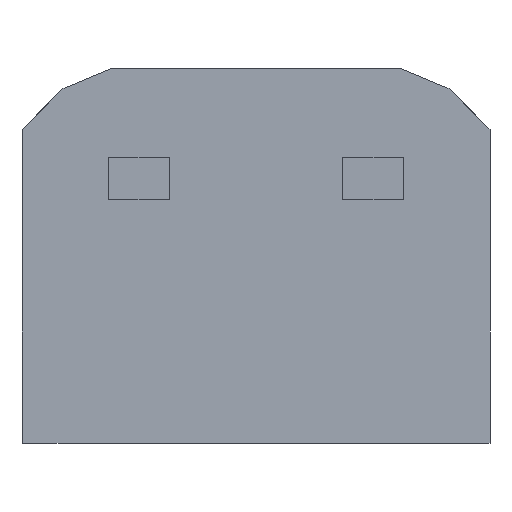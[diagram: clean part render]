
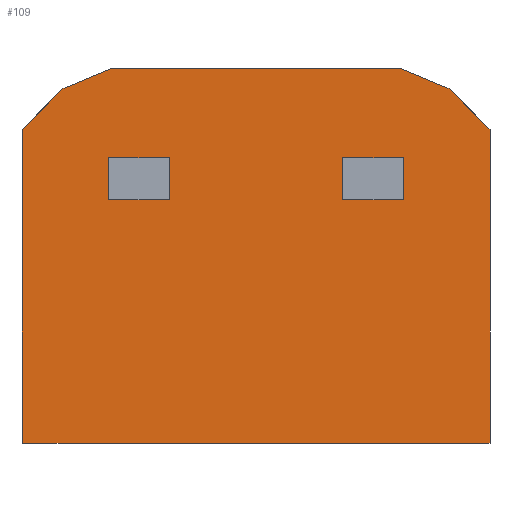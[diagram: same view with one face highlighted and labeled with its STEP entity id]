
A CAD part, front view. The second image highlights one B-rep face of the part: STEP entity #109.
In plain terms, the highlighted planar face has unit normal (0, -1, 0).
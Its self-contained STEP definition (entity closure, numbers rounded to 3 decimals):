
#2 = AXIS2_PLACEMENT_3D ( 'NONE', #226, #107, #407 ) ;
#12 = CARTESIAN_POINT ( 'NONE',  ( 1.575, 0., 3.05 ) ) ;
#19 = CARTESIAN_POINT ( 'NONE',  ( 4.35, 0., 4. ) ) ;
#27 = CARTESIAN_POINT ( 'NONE',  ( 5., 0., 4. ) ) ;
#28 = EDGE_CURVE ( 'NONE', #114, #563, #463, .T. ) ;
#35 = VECTOR ( 'NONE', #502, 1000. ) ;
#38 = ORIENTED_EDGE ( 'NONE', *, *, #287, .F. ) ;
#45 = DIRECTION ( 'NONE',  ( 0., 0., -1. ) ) ;
#49 = DIRECTION ( 'NONE',  ( 1., 0., 0. ) ) ;
#51 = EDGE_CURVE ( 'NONE', #656, #609, #654, .T. ) ;
#63 = ORIENTED_EDGE ( 'NONE', *, *, #278, .F. ) ;
#70 = VECTOR ( 'NONE', #49, 1000. ) ;
#77 = DIRECTION ( 'NONE',  ( 1., 0., 0. ) ) ;
#84 = LINE ( 'NONE', #576, #604 ) ;
#94 = CARTESIAN_POINT ( 'NONE',  ( 4.075, 0., 2.6 ) ) ;
#98 = VECTOR ( 'NONE', #736, 1000. ) ;
#107 = DIRECTION ( 'NONE',  ( 0., 1., 0. ) ) ;
#108 = DIRECTION ( 'NONE',  ( 1., 0., 0. ) ) ;
#109 = ADVANCED_FACE ( 'NONE', ( #773, #526, #118 ), #230, .F. ) ;
#114 = VERTEX_POINT ( 'NONE', #468 ) ;
#118 = FACE_BOUND ( 'NONE', #695, .T. ) ;
#126 = EDGE_CURVE ( 'NONE', #709, #597, #560, .T. ) ;
#149 = VECTOR ( 'NONE', #77, 1000. ) ;
#154 = LINE ( 'NONE', #683, #658 ) ;
#155 = VERTEX_POINT ( 'NONE', #379 ) ;
#162 = VECTOR ( 'NONE', #780, 1000. ) ;
#163 = CARTESIAN_POINT ( 'NONE',  ( 0.925, 0., 3.05 ) ) ;
#174 = LINE ( 'NONE', #705, #449 ) ;
#183 = VERTEX_POINT ( 'NONE', #549 ) ;
#188 = VERTEX_POINT ( 'NONE', #12 ) ;
#190 = EDGE_CURVE ( 'NONE', #638, #557, #311, .T. ) ;
#211 = LINE ( 'NONE', #19, #764 ) ;
#213 = CARTESIAN_POINT ( 'NONE',  ( 3.425, 0., 3.05 ) ) ;
#226 = CARTESIAN_POINT ( 'NONE',  ( 0., 0., 4. ) ) ;
#227 = CARTESIAN_POINT ( 'NONE',  ( 4.05, 0., 4. ) ) ;
#230 = PLANE ( 'NONE',  #2 ) ;
#240 = ORIENTED_EDGE ( 'NONE', *, *, #530, .T. ) ;
#245 = VECTOR ( 'NONE', #587, 1000. ) ;
#258 = CARTESIAN_POINT ( 'NONE',  ( 0.95, 0., 4. ) ) ;
#262 = ORIENTED_EDGE ( 'NONE', *, *, #783, .T. ) ;
#263 = VERTEX_POINT ( 'NONE', #669 ) ;
#272 = LINE ( 'NONE', #565, #315 ) ;
#278 = EDGE_CURVE ( 'NONE', #597, #341, #154, .T. ) ;
#287 = EDGE_CURVE ( 'NONE', #183, #681, #382, .T. ) ;
#294 = LINE ( 'NONE', #719, #162 ) ;
#302 = DIRECTION ( 'NONE',  ( -0.924, 0., -0.383 ) ) ;
#306 = VERTEX_POINT ( 'NONE', #746 ) ;
#308 = EDGE_CURVE ( 'NONE', #616, #709, #272, .T. ) ;
#311 = LINE ( 'NONE', #258, #452 ) ;
#315 = VECTOR ( 'NONE', #701, 1000. ) ;
#319 = CARTESIAN_POINT ( 'NONE',  ( 0.925, 0., 2.6 ) ) ;
#324 = ORIENTED_EDGE ( 'NONE', *, *, #190, .T. ) ;
#326 = EDGE_CURVE ( 'NONE', #183, #656, #211, .T. ) ;
#328 = ORIENTED_EDGE ( 'NONE', *, *, #590, .F. ) ;
#329 = CARTESIAN_POINT ( 'NONE',  ( 4.075, 0., 2.6 ) ) ;
#337 = DIRECTION ( 'NONE',  ( 0., 0., -1. ) ) ;
#340 = EDGE_CURVE ( 'NONE', #563, #263, #389, .T. ) ;
#341 = VERTEX_POINT ( 'NONE', #393 ) ;
#353 = VECTOR ( 'NONE', #454, 1000. ) ;
#367 = ORIENTED_EDGE ( 'NONE', *, *, #443, .F. ) ;
#379 = CARTESIAN_POINT ( 'NONE',  ( 0., 0., 0. ) ) ;
#381 = EDGE_LOOP ( 'NONE', ( #367, #740, #613, #412 ) ) ;
#382 = LINE ( 'NONE', #27, #353 ) ;
#386 = CARTESIAN_POINT ( 'NONE',  ( 4.562, 0., 3.788 ) ) ;
#389 = LINE ( 'NONE', #319, #149 ) ;
#391 = CARTESIAN_POINT ( 'NONE',  ( 0.438, 0., 3.788 ) ) ;
#393 = CARTESIAN_POINT ( 'NONE',  ( 3.425, 0., 2.6 ) ) ;
#401 = VECTOR ( 'NONE', #108, 1000. ) ;
#407 = DIRECTION ( 'NONE',  ( 0., 0., 1. ) ) ;
#412 = ORIENTED_EDGE ( 'NONE', *, *, #434, .F. ) ;
#425 = EDGE_CURVE ( 'NONE', #638, #609, #521, .T. ) ;
#434 = EDGE_CURVE ( 'NONE', #188, #114, #294, .T. ) ;
#441 = ORIENTED_EDGE ( 'NONE', *, *, #126, .F. ) ;
#443 = EDGE_CURVE ( 'NONE', #263, #188, #174, .T. ) ;
#446 = DIRECTION ( 'NONE',  ( -0.707, 0., 0.707 ) ) ;
#449 = VECTOR ( 'NONE', #651, 1000. ) ;
#452 = VECTOR ( 'NONE', #302, 1000. ) ;
#454 = DIRECTION ( 'NONE',  ( 0., 0., -1. ) ) ;
#463 = LINE ( 'NONE', #163, #492 ) ;
#468 = CARTESIAN_POINT ( 'NONE',  ( 0.925, 0., 3.05 ) ) ;
#480 = LINE ( 'NONE', #722, #35 ) ;
#492 = VECTOR ( 'NONE', #45, 1000. ) ;
#502 = DIRECTION ( 'NONE',  ( -0.707, 0., -0.707 ) ) ;
#505 = ORIENTED_EDGE ( 'NONE', *, *, #425, .F. ) ;
#508 = DIRECTION ( 'NONE',  ( 0., 0., -1. ) ) ;
#509 = EDGE_CURVE ( 'NONE', #557, #306, #480, .T. ) ;
#521 = LINE ( 'NONE', #525, #70 ) ;
#523 = DIRECTION ( 'NONE',  ( 1., 0., 0. ) ) ;
#525 = CARTESIAN_POINT ( 'NONE',  ( 0., 0., 4. ) ) ;
#526 = FACE_OUTER_BOUND ( 'NONE', #731, .T. ) ;
#530 = EDGE_CURVE ( 'NONE', #306, #155, #84, .T. ) ;
#548 = CARTESIAN_POINT ( 'NONE',  ( 5., 0., 0. ) ) ;
#549 = CARTESIAN_POINT ( 'NONE',  ( 5., 0., 3.35 ) ) ;
#557 = VERTEX_POINT ( 'NONE', #391 ) ;
#560 = LINE ( 'NONE', #612, #98 ) ;
#563 = VERTEX_POINT ( 'NONE', #763 ) ;
#565 = CARTESIAN_POINT ( 'NONE',  ( 4.075, 0., 3.05 ) ) ;
#568 = CARTESIAN_POINT ( 'NONE',  ( 0.95, 0., 4. ) ) ;
#574 = ORIENTED_EDGE ( 'NONE', *, *, #51, .T. ) ;
#576 = CARTESIAN_POINT ( 'NONE',  ( 0., 0., 4. ) ) ;
#581 = VECTOR ( 'NONE', #523, 1000. ) ;
#587 = DIRECTION ( 'NONE',  ( -0.924, 0., 0.383 ) ) ;
#590 = EDGE_CURVE ( 'NONE', #341, #616, #708, .T. ) ;
#592 = CARTESIAN_POINT ( 'NONE',  ( 0., 0., 0. ) ) ;
#597 = VERTEX_POINT ( 'NONE', #213 ) ;
#603 = ORIENTED_EDGE ( 'NONE', *, *, #509, .T. ) ;
#604 = VECTOR ( 'NONE', #337, 1000. ) ;
#609 = VERTEX_POINT ( 'NONE', #227 ) ;
#610 = ORIENTED_EDGE ( 'NONE', *, *, #326, .T. ) ;
#612 = CARTESIAN_POINT ( 'NONE',  ( 4.075, 0., 3.05 ) ) ;
#613 = ORIENTED_EDGE ( 'NONE', *, *, #28, .F. ) ;
#616 = VERTEX_POINT ( 'NONE', #329 ) ;
#638 = VERTEX_POINT ( 'NONE', #568 ) ;
#651 = DIRECTION ( 'NONE',  ( 0., 0., 1. ) ) ;
#653 = LINE ( 'NONE', #592, #401 ) ;
#654 = LINE ( 'NONE', #662, #245 ) ;
#656 = VERTEX_POINT ( 'NONE', #386 ) ;
#658 = VECTOR ( 'NONE', #508, 1000. ) ;
#662 = CARTESIAN_POINT ( 'NONE',  ( 4.05, 0., 4. ) ) ;
#665 = ORIENTED_EDGE ( 'NONE', *, *, #308, .F. ) ;
#669 = CARTESIAN_POINT ( 'NONE',  ( 1.575, 0., 2.6 ) ) ;
#681 = VERTEX_POINT ( 'NONE', #548 ) ;
#683 = CARTESIAN_POINT ( 'NONE',  ( 3.425, 0., 3.05 ) ) ;
#695 = EDGE_LOOP ( 'NONE', ( #441, #665, #328, #63 ) ) ;
#701 = DIRECTION ( 'NONE',  ( 0., 0., 1. ) ) ;
#705 = CARTESIAN_POINT ( 'NONE',  ( 1.575, 0., 3.05 ) ) ;
#708 = LINE ( 'NONE', #94, #581 ) ;
#709 = VERTEX_POINT ( 'NONE', #713 ) ;
#713 = CARTESIAN_POINT ( 'NONE',  ( 4.075, 0., 3.05 ) ) ;
#719 = CARTESIAN_POINT ( 'NONE',  ( 0.925, 0., 3.05 ) ) ;
#722 = CARTESIAN_POINT ( 'NONE',  ( 0.65, 0., 4. ) ) ;
#731 = EDGE_LOOP ( 'NONE', ( #610, #574, #505, #324, #603, #240, #262, #38 ) ) ;
#736 = DIRECTION ( 'NONE',  ( -1., 0., 0. ) ) ;
#740 = ORIENTED_EDGE ( 'NONE', *, *, #340, .F. ) ;
#746 = CARTESIAN_POINT ( 'NONE',  ( 0., 0., 3.35 ) ) ;
#763 = CARTESIAN_POINT ( 'NONE',  ( 0.925, 0., 2.6 ) ) ;
#764 = VECTOR ( 'NONE', #446, 1000. ) ;
#773 = FACE_BOUND ( 'NONE', #381, .T. ) ;
#780 = DIRECTION ( 'NONE',  ( -1., 0., 0. ) ) ;
#783 = EDGE_CURVE ( 'NONE', #155, #681, #653, .T. ) ;
